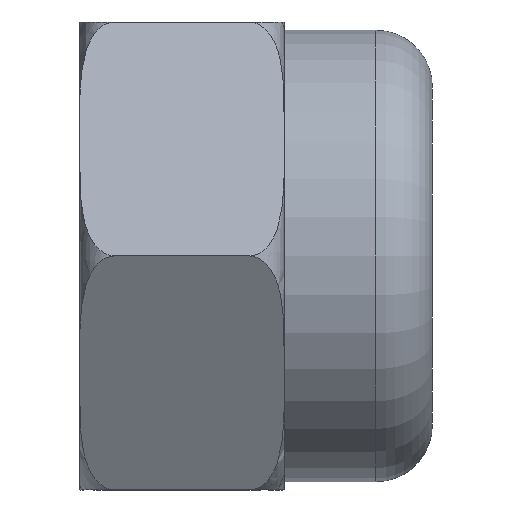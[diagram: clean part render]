
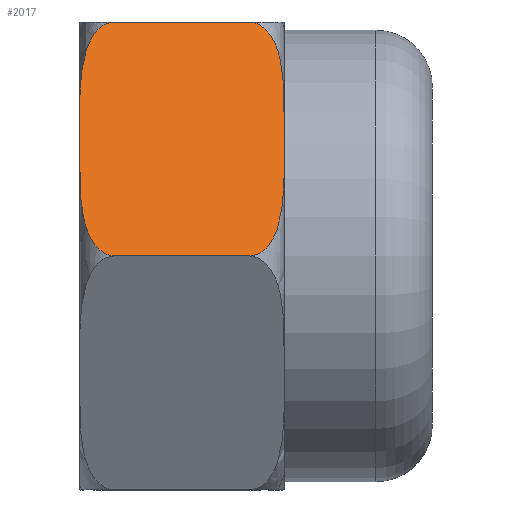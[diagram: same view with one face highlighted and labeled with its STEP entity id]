
A CAD part, front view. The second image highlights one B-rep face of the part: STEP entity #2017.
In plain terms, the highlighted planar face has unit normal (0, -0.866, 0.5).
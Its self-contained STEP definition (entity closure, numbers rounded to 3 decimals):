
#69 = B_SPLINE_CURVE_WITH_KNOTS ( 'NONE', 3,
 ( #986, #3393, #334, #1743, #405, #3125, #312, #2355, #1413, #2786, #1007, #1079 ),
 .UNSPECIFIED., .F., .F.,
 ( 4, 2, 2, 2, 2, 4 ),
 ( 0.002, 0.003, 0.003, 0.004, 0.004, 0.004 ),
 .UNSPECIFIED. ) ;
#103 = CARTESIAN_POINT ( 'NONE',  ( 0.238, -3.759, 0.123 ) ) ;
#206 = CARTESIAN_POINT ( 'NONE',  ( 2.795, -2.124, 2.955 ) ) ;
#207 = EDGE_CURVE ( 'NONE', #2215, #1945, #69, .T. ) ;
#269 = VECTOR ( 'NONE', #1821, 1000. ) ;
#312 = CARTESIAN_POINT ( 'NONE',  ( 0.097, -2.121, 2.961 ) ) ;
#334 = CARTESIAN_POINT ( 'NONE',  ( 0., -2.573, 2.177 ) ) ;
#374 = EDGE_LOOP ( 'NONE', ( #3877, #475, #2062, #1046, #4320, #3299, #3436, #4199 ) ) ;
#405 = CARTESIAN_POINT ( 'NONE',  ( 0.019, -2.345, 2.572 ) ) ;
#438 = CARTESIAN_POINT ( 'NONE',  ( 0., -3.02, 1.403 ) ) ;
#448 = VECTOR ( 'NONE', #2181, 1000. ) ;
#475 = ORIENTED_EDGE ( 'NONE', *, *, #207, .F. ) ;
#481 = CARTESIAN_POINT ( 'NONE',  ( 0.105, -3.621, 0.362 ) ) ;
#532 = B_SPLINE_CURVE_WITH_KNOTS ( 'NONE', 3,
 ( #3350, #4402, #4040, #1659, #2290, #604, #965, #4358, #582, #1976, #1012, #1594 ),
 .UNSPECIFIED., .F., .F.,
 ( 4, 2, 2, 2, 2, 4 ),
 ( 0.002, 0.003, 0.003, 0.004, 0.004, 0.004 ),
 .UNSPECIFIED. ) ;
#579 = CARTESIAN_POINT ( 'NONE',  ( 2.881, -2.346, 2.57 ) ) ;
#582 = CARTESIAN_POINT ( 'NONE',  ( 2.661, -3.759, 0.122 ) ) ;
#604 = CARTESIAN_POINT ( 'NONE',  ( 2.837, -3.55, 0.486 ) ) ;
#815 = CARTESIAN_POINT ( 'NONE',  ( 2.55, -1.934, 3.284 ) ) ;
#916 = EDGE_CURVE ( 'NONE', #1125, #3786, #1080, .T. ) ;
#965 = CARTESIAN_POINT ( 'NONE',  ( 2.803, -3.624, 0.356 ) ) ;
#986 = CARTESIAN_POINT ( 'NONE',  ( 0., -2.725, 1.914 ) ) ;
#1007 = CARTESIAN_POINT ( 'NONE',  ( 0.423, -1.915, 3.317 ) ) ;
#1012 = CARTESIAN_POINT ( 'NONE',  ( 2.477, -3.83, 0. ) ) ;
#1046 = ORIENTED_EDGE ( 'NONE', *, *, #916, .F. ) ;
#1050 = CARTESIAN_POINT ( 'NONE',  ( 10., -1.915, 3.317 ) ) ;
#1079 = CARTESIAN_POINT ( 'NONE',  ( 0.5, -1.915, 3.317 ) ) ;
#1080 = B_SPLINE_CURVE_WITH_KNOTS ( 'NONE', 3,
 ( #2821, #3584, #1133, #103, #2844, #3518, #481, #3540, #1155, #2117, #1179, #4206, #1515, #438 ),
 .UNSPECIFIED., .F., .F.,
 ( 4, 2, 2, 2, 2, 2, 4 ),
 ( 0., 0., 0., 0.001, 0.001, 0.001, 0.002 ),
 .UNSPECIFIED. ) ;
#1097 = VERTEX_POINT ( 'NONE', #2311 ) ;
#1125 = VERTEX_POINT ( 'NONE', #2599 ) ;
#1133 = CARTESIAN_POINT ( 'NONE',  ( 0.35, -3.811, 0.033 ) ) ;
#1136 = CARTESIAN_POINT ( 'NONE',  ( 2.4, -3.83, 0. ) ) ;
#1154 = PLANE ( 'NONE',  #3504 ) ;
#1155 = CARTESIAN_POINT ( 'NONE',  ( 0.052, -3.511, 0.553 ) ) ;
#1179 = CARTESIAN_POINT ( 'NONE',  ( 0.01, -3.323, 0.878 ) ) ;
#1218 = FACE_OUTER_BOUND ( 'NONE', #374, .T. ) ;
#1395 = B_SPLINE_CURVE_WITH_KNOTS ( 'NONE', 3,
 ( #2517, #3888, #815, #2184, #3561, #3973, #206, #1930, #2332, #579, #2417, #4122, #3324, #3285 ),
 .UNSPECIFIED., .F., .F.,
 ( 4, 2, 2, 2, 2, 2, 4 ),
 ( 0., 0., 0., 0.001, 0.001, 0.001, 0.002 ),
 .UNSPECIFIED. ) ;
#1401 = CARTESIAN_POINT ( 'NONE',  ( 0., -3.02, 1.403 ) ) ;
#1413 = CARTESIAN_POINT ( 'NONE',  ( 0.239, -1.986, 3.194 ) ) ;
#1414 = EDGE_CURVE ( 'NONE', #3786, #2215, #3197, .T. ) ;
#1480 = CARTESIAN_POINT ( 'NONE',  ( 2.4, -1.915, 3.317 ) ) ;
#1491 = DIRECTION ( 'NONE',  ( 0., -0.866, 0.5 ) ) ;
#1515 = CARTESIAN_POINT ( 'NONE',  ( 0., -3.096, 1.271 ) ) ;
#1594 = CARTESIAN_POINT ( 'NONE',  ( 2.4, -3.83, 0. ) ) ;
#1659 = CARTESIAN_POINT ( 'NONE',  ( 2.89, -3.324, 0.877 ) ) ;
#1730 = LINE ( 'NONE', #2846, #2696 ) ;
#1743 = CARTESIAN_POINT ( 'NONE',  ( 0.01, -2.421, 2.44 ) ) ;
#1821 = DIRECTION ( 'NONE',  ( -1., 0., 0. ) ) ;
#1840 = VERTEX_POINT ( 'NONE', #1480 ) ;
#1930 = CARTESIAN_POINT ( 'NONE',  ( 2.834, -2.197, 2.828 ) ) ;
#1945 = VERTEX_POINT ( 'NONE', #3246 ) ;
#1976 = CARTESIAN_POINT ( 'NONE',  ( 2.549, -3.811, 0.032 ) ) ;
#2017 = ADVANCED_FACE ( 'NONE', ( #1218 ), #1154, .T. ) ;
#2044 = EDGE_CURVE ( 'NONE', #1840, #3762, #1395, .T. ) ;
#2062 = ORIENTED_EDGE ( 'NONE', *, *, #1414, .F. ) ;
#2068 = EDGE_CURVE ( 'NONE', #1840, #1945, #2643, .T. ) ;
#2117 = CARTESIAN_POINT ( 'NONE',  ( 0.019, -3.399, 0.747 ) ) ;
#2166 = DIRECTION ( 'NONE',  ( 0., 0.5, 0.866 ) ) ;
#2181 = DIRECTION ( 'NONE',  ( 0., 0.5, 0.866 ) ) ;
#2184 = CARTESIAN_POINT ( 'NONE',  ( 2.662, -1.986, 3.193 ) ) ;
#2188 = CARTESIAN_POINT ( 'NONE',  ( 2.9, -2.725, 1.914 ) ) ;
#2215 = VERTEX_POINT ( 'NONE', #2571 ) ;
#2290 = CARTESIAN_POINT ( 'NONE',  ( 2.881, -3.4, 0.745 ) ) ;
#2311 = CARTESIAN_POINT ( 'NONE',  ( 2.9, -3.02, 1.403 ) ) ;
#2332 = CARTESIAN_POINT ( 'NONE',  ( 2.848, -2.234, 2.764 ) ) ;
#2355 = CARTESIAN_POINT ( 'NONE',  ( 0.198, -2.018, 3.138 ) ) ;
#2417 = CARTESIAN_POINT ( 'NONE',  ( 2.89, -2.422, 2.439 ) ) ;
#2517 = CARTESIAN_POINT ( 'NONE',  ( 2.4, -1.915, 3.317 ) ) ;
#2571 = CARTESIAN_POINT ( 'NONE',  ( 0., -2.725, 1.914 ) ) ;
#2578 = CARTESIAN_POINT ( 'NONE',  ( 10., -3.83, 0. ) ) ;
#2599 = CARTESIAN_POINT ( 'NONE',  ( 0.5, -3.83, 0. ) ) ;
#2643 = LINE ( 'NONE', #1050, #4062 ) ;
#2696 = VECTOR ( 'NONE', #2166, 1000. ) ;
#2786 = CARTESIAN_POINT ( 'NONE',  ( 0.351, -1.934, 3.285 ) ) ;
#2791 = CARTESIAN_POINT ( 'NONE',  ( 10., -3.83, 0. ) ) ;
#2821 = CARTESIAN_POINT ( 'NONE',  ( 0.5, -3.83, 0. ) ) ;
#2844 = CARTESIAN_POINT ( 'NONE',  ( 0.196, -3.726, 0.18 ) ) ;
#2846 = CARTESIAN_POINT ( 'NONE',  ( 2.9, -1.915, 3.317 ) ) ;
#2865 = DIRECTION ( 'NONE',  ( 0., -0.5, -0.866 ) ) ;
#2956 = EDGE_CURVE ( 'NONE', #3791, #1125, #3463, .T. ) ;
#3125 = CARTESIAN_POINT ( 'NONE',  ( 0.063, -2.195, 2.831 ) ) ;
#3152 = CARTESIAN_POINT ( 'NONE',  ( 0., -3.83, 0. ) ) ;
#3197 = LINE ( 'NONE', #3152, #448 ) ;
#3246 = CARTESIAN_POINT ( 'NONE',  ( 0.5, -1.915, 3.317 ) ) ;
#3285 = CARTESIAN_POINT ( 'NONE',  ( 2.9, -2.725, 1.914 ) ) ;
#3299 = ORIENTED_EDGE ( 'NONE', *, *, #4431, .F. ) ;
#3324 = CARTESIAN_POINT ( 'NONE',  ( 2.9, -2.649, 2.045 ) ) ;
#3350 = CARTESIAN_POINT ( 'NONE',  ( 2.9, -3.02, 1.403 ) ) ;
#3393 = CARTESIAN_POINT ( 'NONE',  ( 0., -2.649, 2.046 ) ) ;
#3436 = ORIENTED_EDGE ( 'NONE', *, *, #3718, .T. ) ;
#3463 = LINE ( 'NONE', #2791, #269 ) ;
#3504 = AXIS2_PLACEMENT_3D ( 'NONE', #2578, #1491, #2865 ) ;
#3518 = CARTESIAN_POINT ( 'NONE',  ( 0.13, -3.657, 0.299 ) ) ;
#3540 = CARTESIAN_POINT ( 'NONE',  ( 0.066, -3.548, 0.489 ) ) ;
#3561 = CARTESIAN_POINT ( 'NONE',  ( 2.704, -2.019, 3.136 ) ) ;
#3584 = CARTESIAN_POINT ( 'NONE',  ( 0.422, -3.83, 0. ) ) ;
#3718 = EDGE_CURVE ( 'NONE', #1097, #3762, #1730, .T. ) ;
#3762 = VERTEX_POINT ( 'NONE', #2188 ) ;
#3786 = VERTEX_POINT ( 'NONE', #1401 ) ;
#3791 = VERTEX_POINT ( 'NONE', #1136 ) ;
#3877 = ORIENTED_EDGE ( 'NONE', *, *, #2068, .T. ) ;
#3888 = CARTESIAN_POINT ( 'NONE',  ( 2.478, -1.915, 3.317 ) ) ;
#3973 = CARTESIAN_POINT ( 'NONE',  ( 2.77, -2.088, 3.018 ) ) ;
#4016 = DIRECTION ( 'NONE',  ( -1., 0., 0. ) ) ;
#4040 = CARTESIAN_POINT ( 'NONE',  ( 2.9, -3.172, 1.14 ) ) ;
#4062 = VECTOR ( 'NONE', #4016, 1000. ) ;
#4122 = CARTESIAN_POINT ( 'NONE',  ( 2.9, -2.573, 2.177 ) ) ;
#4199 = ORIENTED_EDGE ( 'NONE', *, *, #2044, .F. ) ;
#4206 = CARTESIAN_POINT ( 'NONE',  ( 0., -3.172, 1.14 ) ) ;
#4320 = ORIENTED_EDGE ( 'NONE', *, *, #2956, .F. ) ;
#4358 = CARTESIAN_POINT ( 'NONE',  ( 2.702, -3.727, 0.179 ) ) ;
#4402 = CARTESIAN_POINT ( 'NONE',  ( 2.9, -3.096, 1.271 ) ) ;
#4431 = EDGE_CURVE ( 'NONE', #1097, #3791, #532, .T. ) ;
